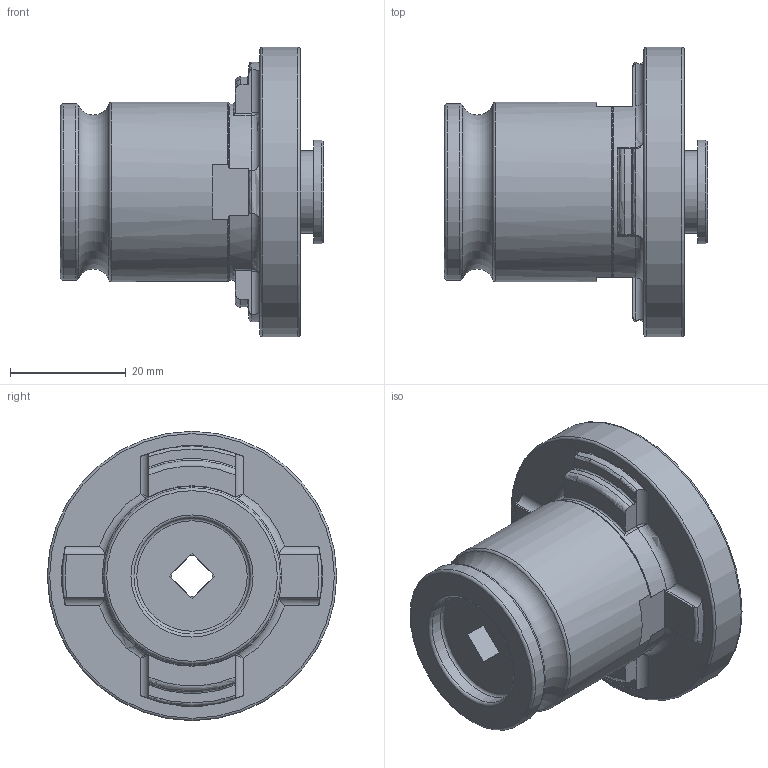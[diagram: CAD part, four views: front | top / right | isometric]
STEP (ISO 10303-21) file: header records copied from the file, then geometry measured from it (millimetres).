
FILE_DESCRIPTION (( 'STEP AP214' ), '1' );
FILE_NAME ('Go2.U07.K31.011.STEP', '2020-11-23T12:50:51', ( '' ), ( '' ), 'SwSTEP 2.0', 'SolidWorks 2017', '' );
FILE_SCHEMA (( 'AUTOMOTIVE_DESIGN' ));
Length unit declared in the file: millimetre
Products named in the file (1): Go2.U07.K31.011
Bounding box: 45.5 x 50 x 50 mm (x, y, z)
Volume: 37431.4 mm3; surface area: 10007.5 mm2
Topology: 1 solids, 1 shells, 102 faces, 253 edges, 154 vertices
Faces by surface type: plane 37, torus 32, cylinder 28, bspline 4, cone 1
Full cylindrical faces by diameter (mm): 7 x1, 14.2 x1, 17.9 x1, 20.1 x1, 30.5 x1, 31 x1, 35 x1, 50 x1
Entity records: 3389 total; most frequent: CARTESIAN_POINT 1053, ORIENTED_EDGE 456, DIRECTION 442, EDGE_CURVE 228, AXIS2_PLACEMENT_3D 183, VERTEX_POINT 152, EDGE_LOOP 128, FACE_OUTER_BOUND 120
